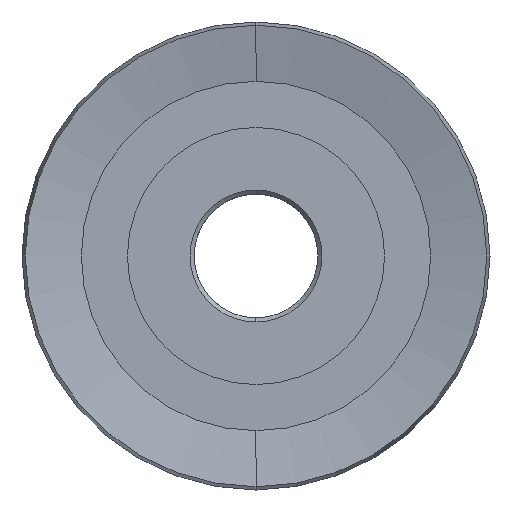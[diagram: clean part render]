
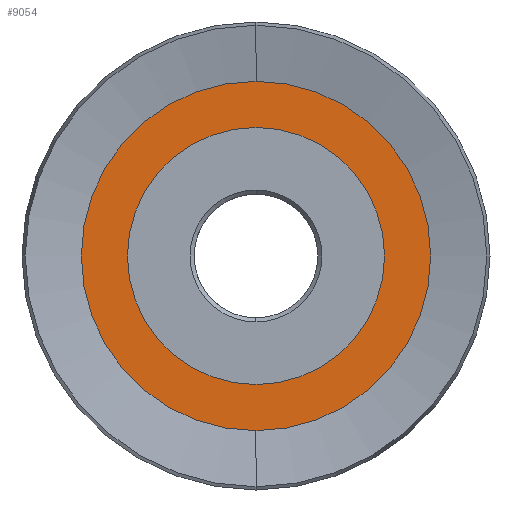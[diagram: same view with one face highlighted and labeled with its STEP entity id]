
A CAD part, left-side view. The second image highlights one B-rep face of the part: STEP entity #9054.
In plain terms, the highlighted planar face has unit normal (-1, 0, 0).
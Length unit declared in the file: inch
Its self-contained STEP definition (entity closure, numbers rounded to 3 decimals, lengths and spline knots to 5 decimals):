
#905 = CIRCLE ( 'NONE', #7983, 0.265 ) ;
#1071 = CARTESIAN_POINT ( 'NONE',  ( -0.2875, 0., -0.195 ) ) ;
#1299 = AXIS2_PLACEMENT_3D ( 'NONE', #9331, #4313, #10167 ) ;
#1372 = CARTESIAN_POINT ( 'NONE',  ( -0.2875, 0., 0. ) ) ;
#1531 = CARTESIAN_POINT ( 'NONE',  ( -0.2875, 0., -0.265 ) ) ;
#1614 = VERTEX_POINT ( 'NONE', #1071 ) ;
#1968 = ORIENTED_EDGE ( 'NONE', *, *, #8227, .T. ) ;
#1981 = EDGE_LOOP ( 'NONE', ( #7771, #8981 ) ) ;
#2243 = DIRECTION ( 'NONE',  ( 0., 0., 1. ) ) ;
#2509 = AXIS2_PLACEMENT_3D ( 'NONE', #4968, #10834, #5809 ) ;
#3216 = ORIENTED_EDGE ( 'NONE', *, *, #5036, .T. ) ;
#3565 = EDGE_CURVE ( 'NONE', #8841, #1614, #10231, .T. ) ;
#4313 = DIRECTION ( 'NONE',  ( -1., 0., 0. ) ) ;
#4799 = DIRECTION ( 'NONE',  ( -1., 0., 0. ) ) ;
#4902 = DIRECTION ( 'NONE',  ( -1., 0., 0. ) ) ;
#4968 = CARTESIAN_POINT ( 'NONE',  ( -0.2875, 0., 0. ) ) ;
#5036 = EDGE_CURVE ( 'NONE', #10538, #8464, #905, .T. ) ;
#5058 = CIRCLE ( 'NONE', #1299, 0.265 ) ;
#5547 = EDGE_CURVE ( 'NONE', #1614, #8841, #8403, .T. ) ;
#5699 = FACE_BOUND ( 'NONE', #1981, .T. ) ;
#5809 = DIRECTION ( 'NONE',  ( 0., 0., 1. ) ) ;
#7257 = DIRECTION ( 'NONE',  ( -1., 0., 0. ) ) ;
#7697 = FACE_OUTER_BOUND ( 'NONE', #8756, .T. ) ;
#7771 = ORIENTED_EDGE ( 'NONE', *, *, #3565, .F. ) ;
#7858 = CARTESIAN_POINT ( 'NONE',  ( -0.2875, 0., 0.265 ) ) ;
#7983 = AXIS2_PLACEMENT_3D ( 'NONE', #1372, #7257, #2243 ) ;
#8209 = AXIS2_PLACEMENT_3D ( 'NONE', #10731, #4902, #10769 ) ;
#8227 = EDGE_CURVE ( 'NONE', #8464, #10538, #5058, .T. ) ;
#8403 = CIRCLE ( 'NONE', #2509, 0.195 ) ;
#8464 = VERTEX_POINT ( 'NONE', #7858 ) ;
#8756 = EDGE_LOOP ( 'NONE', ( #1968, #3216 ) ) ;
#8841 = VERTEX_POINT ( 'NONE', #9127 ) ;
#8981 = ORIENTED_EDGE ( 'NONE', *, *, #5547, .F. ) ;
#9054 = ADVANCED_FACE ( 'NONE', ( #7697, #5699 ), #9081, .T. ) ;
#9081 = PLANE ( 'NONE',  #8209 ) ;
#9093 = AXIS2_PLACEMENT_3D ( 'NONE', #9814, #4799, #10666 ) ;
#9127 = CARTESIAN_POINT ( 'NONE',  ( -0.2875, 0., 0.195 ) ) ;
#9331 = CARTESIAN_POINT ( 'NONE',  ( -0.2875, 0., 0. ) ) ;
#9814 = CARTESIAN_POINT ( 'NONE',  ( -0.2875, 0., 0. ) ) ;
#10167 = DIRECTION ( 'NONE',  ( 0., 0., 1. ) ) ;
#10231 = CIRCLE ( 'NONE', #9093, 0.195 ) ;
#10538 = VERTEX_POINT ( 'NONE', #1531 ) ;
#10666 = DIRECTION ( 'NONE',  ( 0., 0., 1. ) ) ;
#10731 = CARTESIAN_POINT ( 'NONE',  ( -0.2875, 0.265, 0. ) ) ;
#10769 = DIRECTION ( 'NONE',  ( 0., 0., 1. ) ) ;
#10834 = DIRECTION ( 'NONE',  ( -1., 0., 0. ) ) ;
